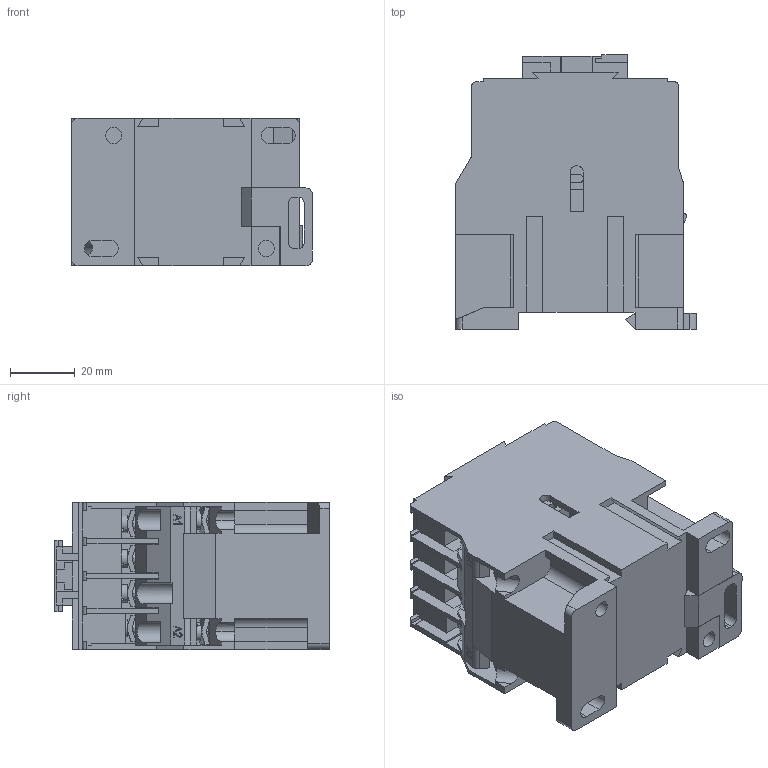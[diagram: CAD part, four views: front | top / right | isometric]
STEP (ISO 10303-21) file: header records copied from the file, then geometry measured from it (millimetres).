
FILE_DESCRIPTION (( 'STEP AP214' ), '1' );
FILE_NAME ('KKM11-018-036-10 Êîíòàêòîð ÊÌÈ-11810 18À 36Â_ÀÑ3 1ÍÎ ÈÝÊ.STEP', '2017-11-24T06:29:06', ( '' ), ( '' ), 'SwSTEP 2.0', 'SolidWorks 2014', '' );
FILE_SCHEMA (( 'AUTOMOTIVE_DESIGN' ));
Length unit declared in the file: millimetre
Products named in the file (1): KKM11-018-036-10 Êîíòàêòîð ÊÌÈ-11810 18À 36Â_ÀÑ3 1ÍÎ ÈÝÊ
Bounding box: 74.5 x 85 x 45.5 mm (x, y, z)
Volume: 196505.2 mm3; surface area: 46393.7 mm2
Topology: 1 solids, 1 shells, 1449 faces, 4147 edges, 2726 vertices
Faces by surface type: plane 1033, cylinder 236, bspline 141, torus 39
Entity records: 54513 total; most frequent: CARTESIAN_POINT 17628, ORIENTED_EDGE 8294, DIRECTION 6695, EDGE_CURVE 4147, VECTOR 3157, LINE 3157, VERTEX_POINT 2726, AXIS2_PLACEMENT_3D 1769
